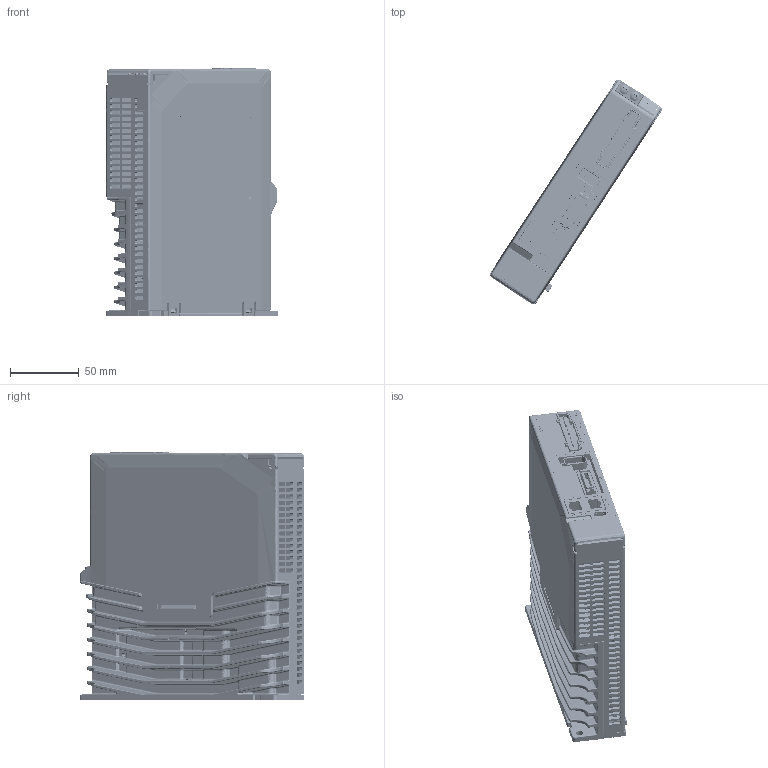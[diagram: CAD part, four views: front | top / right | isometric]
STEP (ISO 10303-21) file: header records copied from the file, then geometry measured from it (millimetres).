
FILE_DESCRIPTION (( 'STEP AP203' ), '1' );
FILE_NAME ('ED3L-04AEA（安装外形图）.STEP', '2021-09-13T06:53:34', ( '' ), ( '' ), 'SwSTEP 2.0', 'SolidWorks 2018', '' );
FILE_SCHEMA (( 'CONFIG_CONTROL_DESIGN' ));
Products named in the file (1): ED3L-04AEA（安装外形图）
Bounding box: 125.65 x 163.68 x 181 mm (x, y, z)
Surface area: 286791 mm2 (no closed solid volume)
Topology: 0 solids, 117 shells, 9907 faces, 26140 edges, 16742 vertices
Faces by surface type: bspline 9907
Entity records: 381117 total; most frequent: CARTESIAN_POINT 224688, ORIENTED_EDGE 52006, EDGE_CURVE 26022, B_SPLINE_CURVE_WITH_KNOTS 23232, VERTEX_POINT 16743, EDGE_LOOP 10787, FACE_OUTER_BOUND 9907, ADVANCED_FACE 9907
